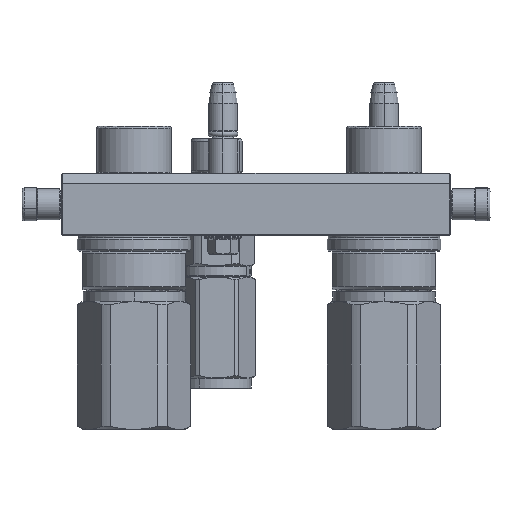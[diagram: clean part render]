
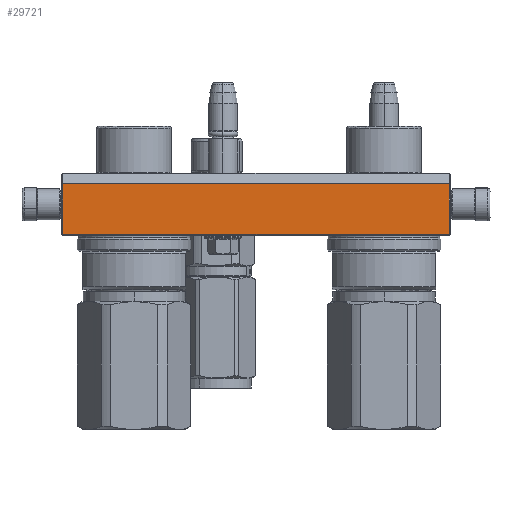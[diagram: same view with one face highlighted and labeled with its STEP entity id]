
A CAD part, left-side view. The second image highlights one B-rep face of the part: STEP entity #29721.
In plain terms, the highlighted face is planar.
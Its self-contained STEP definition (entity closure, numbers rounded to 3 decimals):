
#353 = VERTEX_POINT ( 'NONE', #3411 ) ;
#2353 = CARTESIAN_POINT ( 'NONE',  ( 93.5, 5., -45. ) ) ;
#3411 = CARTESIAN_POINT ( 'NONE',  ( -93.5, 5., -45. ) ) ;
#4529 = VERTEX_POINT ( 'NONE', #25772 ) ;
#6900 = ORIENTED_EDGE ( 'NONE', *, *, #40870, .F. ) ;
#8586 = VERTEX_POINT ( 'NONE', #9160 ) ;
#9160 = CARTESIAN_POINT ( 'NONE',  ( -93.5, 29.5, -45. ) ) ;
#9203 = LINE ( 'NONE', #42269, #15001 ) ;
#9881 = LINE ( 'NONE', #57479, #27898 ) ;
#11099 = LINE ( 'NONE', #32768, #16033 ) ;
#11500 = DIRECTION ( 'NONE',  ( 0., 1., 0. ) ) ;
#14229 = LINE ( 'NONE', #55225, #30090 ) ;
#15001 = VECTOR ( 'NONE', #51555, 1000. ) ;
#16033 = VECTOR ( 'NONE', #56428, 1000. ) ;
#16041 = ORIENTED_EDGE ( 'NONE', *, *, #44361, .F. ) ;
#20711 = CARTESIAN_POINT ( 'NONE',  ( 94., 0., -45. ) ) ;
#25772 = CARTESIAN_POINT ( 'NONE',  ( 93.5, 29.5, -45. ) ) ;
#25924 = DIRECTION ( 'NONE',  ( 0., 0., -1. ) ) ;
#27538 = DIRECTION ( 'NONE',  ( 0., 1., 0. ) ) ;
#27898 = VECTOR ( 'NONE', #11500, 1000. ) ;
#29721 = ADVANCED_FACE ( 'NONE', ( #46172 ), #48330, .T. ) ;
#30090 = VECTOR ( 'NONE', #27538, 1000. ) ;
#32768 = CARTESIAN_POINT ( 'NONE',  ( 93.5, 5., -45. ) ) ;
#34815 = ORIENTED_EDGE ( 'NONE', *, *, #37408, .T. ) ;
#37408 = EDGE_CURVE ( 'NONE', #55541, #353, #11099, .T. ) ;
#40870 = EDGE_CURVE ( 'NONE', #4529, #8586, #9203, .T. ) ;
#42269 = CARTESIAN_POINT ( 'NONE',  ( 93.5, 29.5, -45. ) ) ;
#44361 = EDGE_CURVE ( 'NONE', #55541, #4529, #9881, .T. ) ;
#44947 = ORIENTED_EDGE ( 'NONE', *, *, #50124, .T. ) ;
#45077 = AXIS2_PLACEMENT_3D ( 'NONE', #20711, #25924, #53002 ) ;
#46172 = FACE_OUTER_BOUND ( 'NONE', #48666, .T. ) ;
#48330 = PLANE ( 'NONE',  #45077 ) ;
#48666 = EDGE_LOOP ( 'NONE', ( #44947, #6900, #16041, #34815 ) ) ;
#50124 = EDGE_CURVE ( 'NONE', #353, #8586, #14229, .T. ) ;
#51555 = DIRECTION ( 'NONE',  ( -1., 0., 0. ) ) ;
#53002 = DIRECTION ( 'NONE',  ( -1., 0., 0. ) ) ;
#55225 = CARTESIAN_POINT ( 'NONE',  ( -93.5, 5., -45. ) ) ;
#55541 = VERTEX_POINT ( 'NONE', #2353 ) ;
#56428 = DIRECTION ( 'NONE',  ( -1., 0., 0. ) ) ;
#57479 = CARTESIAN_POINT ( 'NONE',  ( 93.5, 5., -45. ) ) ;
